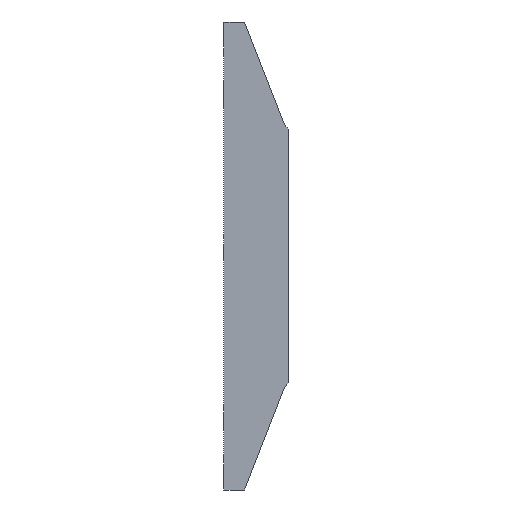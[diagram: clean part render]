
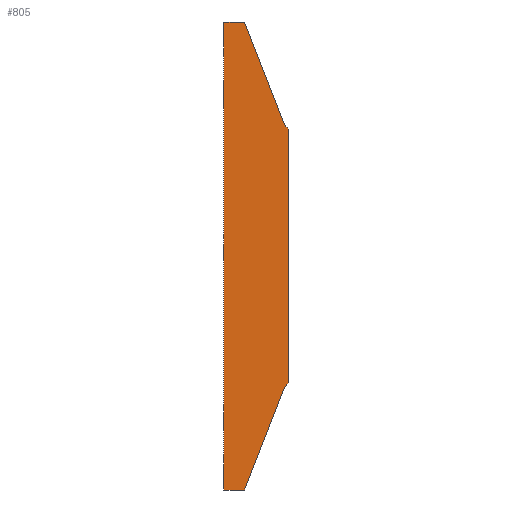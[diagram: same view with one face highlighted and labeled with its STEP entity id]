
A CAD part, left-side view. The second image highlights one B-rep face of the part: STEP entity #805.
In plain terms, the highlighted planar face has unit normal (-1, 0, 0).
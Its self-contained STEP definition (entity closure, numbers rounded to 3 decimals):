
#58=B_SPLINE_CURVE_WITH_KNOTS('',3,(#1182,#1183,#1184,#1185,#1186,#1187,
#1188,#1189,#1190,#1191),.UNSPECIFIED.,.F.,.F.,(4,2,2,2,4),(1.2,
1.475,1.801,2.083,2.174),
 .UNSPECIFIED.);
#59=B_SPLINE_CURVE_WITH_KNOTS('',3,(#1194,#1195,#1196,#1197,#1198,#1199,
#1200,#1201,#1202,#1203,#1204,#1205,#1206,#1207,#1208,#1209,#1210,#1211,
#1212,#1213,#1214,#1215,#1216,#1217,#1218,#1219,#1220,#1221,#1222,#1223,
#1224,#1225,#1226,#1227,#1228,#1229,#1230,#1231,#1232,#1233),
 .UNSPECIFIED.,.F.,.F.,(4,3,3,3,3,3,3,3,3,3,3,3,3,4),(0.26,
0.317,0.375,0.408,0.499,
0.577,0.623,0.686,0.753,
0.823,0.856,0.898,0.957,
0.973),.UNSPECIFIED.);
#72=FACE_OUTER_BOUND('',#110,.T.);
#110=EDGE_LOOP('',(#538,#539,#540,#541,#542,#543,#544,#545,#546,#547));
#158=LINE('',#1127,#242);
#178=LINE('',#1169,#262);
#180=LINE('',#1173,#264);
#181=LINE('',#1175,#265);
#182=LINE('',#1177,#266);
#183=LINE('',#1179,#267);
#184=LINE('',#1180,#268);
#185=LINE('',#1193,#269);
#242=VECTOR('',#926,10.);
#262=VECTOR('',#954,10.);
#264=VECTOR('',#958,10.);
#265=VECTOR('',#959,10.);
#266=VECTOR('',#960,10.);
#267=VECTOR('',#961,10.);
#268=VECTOR('',#962,10.);
#269=VECTOR('',#963,10.);
#326=VERTEX_POINT('',#1125);
#327=VERTEX_POINT('',#1126);
#344=VERTEX_POINT('',#1166);
#345=VERTEX_POINT('',#1168);
#346=VERTEX_POINT('',#1172);
#347=VERTEX_POINT('',#1174);
#348=VERTEX_POINT('',#1176);
#349=VERTEX_POINT('',#1178);
#350=VERTEX_POINT('',#1181);
#351=VERTEX_POINT('',#1192);
#402=EDGE_CURVE('',#326,#327,#158,.T.);
#422=EDGE_CURVE('',#345,#344,#178,.T.);
#424=EDGE_CURVE('',#346,#327,#180,.T.);
#425=EDGE_CURVE('',#347,#346,#181,.T.);
#426=EDGE_CURVE('',#348,#347,#182,.T.);
#427=EDGE_CURVE('',#349,#348,#183,.T.);
#428=EDGE_CURVE('',#345,#349,#184,.T.);
#429=EDGE_CURVE('',#350,#344,#58,.T.);
#430=EDGE_CURVE('',#351,#350,#185,.T.);
#431=EDGE_CURVE('',#326,#351,#59,.T.);
#538=ORIENTED_EDGE('',*,*,#402,.T.);
#539=ORIENTED_EDGE('',*,*,#424,.F.);
#540=ORIENTED_EDGE('',*,*,#425,.F.);
#541=ORIENTED_EDGE('',*,*,#426,.F.);
#542=ORIENTED_EDGE('',*,*,#427,.F.);
#543=ORIENTED_EDGE('',*,*,#428,.F.);
#544=ORIENTED_EDGE('',*,*,#422,.T.);
#545=ORIENTED_EDGE('',*,*,#429,.F.);
#546=ORIENTED_EDGE('',*,*,#430,.F.);
#547=ORIENTED_EDGE('',*,*,#431,.F.);
#740=PLANE('',#866);
#805=ADVANCED_FACE('',(#72),#740,.F.);
#866=AXIS2_PLACEMENT_3D('',#1171,#956,#957);
#926=DIRECTION('',(0.,0.364,0.931));
#954=DIRECTION('',(0.,-0.364,0.931));
#956=DIRECTION('center_axis',(1.,0.,0.));
#957=DIRECTION('ref_axis',(0.,0.,
-1.));
#958=DIRECTION('',(0.,-1.,0.));
#959=DIRECTION('',(0.,-1.,0.));
#960=DIRECTION('',(0.,0.,1.));
#961=DIRECTION('',(0.,1.,0.));
#962=DIRECTION('',(0.,1.,0.));
#963=DIRECTION('',(0.,0.,-1.));
#1125=CARTESIAN_POINT('',(-40.,-56.,-97.27));
#1126=CARTESIAN_POINT('',(-40.,-18.,0.));
#1127=CARTESIAN_POINT('',(-40.,-97.076,-202.414));
#1166=CARTESIAN_POINT('',(-40.,-56.,-352.73));
#1168=CARTESIAN_POINT('',(-40.,-18.,-450.));
#1169=CARTESIAN_POINT('',(-40.,-60.077,-342.294));
#1171=CARTESIAN_POINT('Origin',(-40.,-60.524,-450.));
#1172=CARTESIAN_POINT('',(-40.,-2.,0.));
#1173=CARTESIAN_POINT('',(-40.,-2.,0.));
#1174=CARTESIAN_POINT('',(-40.,2.,0.));
#1175=CARTESIAN_POINT('',(-40.,-31.262,0.));
#1176=CARTESIAN_POINT('',(-40.,2.,-450.));
#1177=CARTESIAN_POINT('',(-40.,2.,-337.5));
#1178=CARTESIAN_POINT('',(-40.,-2.,-450.));
#1179=CARTESIAN_POINT('',(-40.,-31.262,-450.));
#1180=CARTESIAN_POINT('',(-40.,2.524,-450.));
#1181=CARTESIAN_POINT('',(-40.,-60.,-346.94));
#1182=CARTESIAN_POINT('Ctrl Pts',(-40.,-60.,-346.94));
#1183=CARTESIAN_POINT('Ctrl Pts',(-40.,-59.526,-347.377));
#1184=CARTESIAN_POINT('Ctrl Pts',(-40.,-59.09,-347.857));
#1185=CARTESIAN_POINT('Ctrl Pts',(-40.,-58.185,-349.009));
#1186=CARTESIAN_POINT('Ctrl Pts',(-40.,-57.744,-349.677));
#1187=CARTESIAN_POINT('Ctrl Pts',(-40.,-56.981,-350.943));
#1188=CARTESIAN_POINT('Ctrl Pts',(-40.,-56.642,-351.551));
#1189=CARTESIAN_POINT('Ctrl Pts',(-40.,-56.21,-352.343));
#1190=CARTESIAN_POINT('Ctrl Pts',(-40.,-56.105,-352.536));
#1191=CARTESIAN_POINT('Ctrl Pts',(-40.,-56.,-352.73));
#1192=CARTESIAN_POINT('',(-40.,-60.,-103.06));
#1193=CARTESIAN_POINT('',(-40.,-60.,-450.));
#1194=CARTESIAN_POINT('Ctrl Pts',(-40.,-56.,-97.27));
#1195=CARTESIAN_POINT('Ctrl Pts',(-40.,-56.091,-97.437));
#1196=CARTESIAN_POINT('Ctrl Pts',(-40.,-56.182,-97.605));
#1197=CARTESIAN_POINT('Ctrl Pts',(-40.,-56.273,-97.772));
#1198=CARTESIAN_POINT('Ctrl Pts',(-39.999,-56.365,-97.941));
#1199=CARTESIAN_POINT('Ctrl Pts',(-39.999,-56.457,-98.11));
#1200=CARTESIAN_POINT('Ctrl Pts',(-39.999,-56.55,-98.278));
#1201=CARTESIAN_POINT('Ctrl Pts',(-39.999,-56.602,-98.372));
#1202=CARTESIAN_POINT('Ctrl Pts',(-39.999,-56.654,-98.466));
#1203=CARTESIAN_POINT('Ctrl Pts',(-39.998,-56.707,-98.56));
#1204=CARTESIAN_POINT('Ctrl Pts',(-39.998,-56.852,-98.82));
#1205=CARTESIAN_POINT('Ctrl Pts',(-39.998,-57.001,-99.081));
#1206=CARTESIAN_POINT('Ctrl Pts',(-39.997,-57.153,-99.34));
#1207=CARTESIAN_POINT('Ctrl Pts',(-39.997,-57.284,-99.564));
#1208=CARTESIAN_POINT('Ctrl Pts',(-39.997,-57.419,-99.786));
#1209=CARTESIAN_POINT('Ctrl Pts',(-39.997,-57.556,-100.006));
#1210=CARTESIAN_POINT('Ctrl Pts',(-39.997,-57.638,-100.137));
#1211=CARTESIAN_POINT('Ctrl Pts',(-39.997,-57.72,-100.266));
#1212=CARTESIAN_POINT('Ctrl Pts',(-39.997,-57.804,-100.395));
#1213=CARTESIAN_POINT('Ctrl Pts',(-39.997,-57.918,-100.569));
#1214=CARTESIAN_POINT('Ctrl Pts',(-39.997,-58.034,-100.741));
#1215=CARTESIAN_POINT('Ctrl Pts',(-39.997,-58.153,-100.911));
#1216=CARTESIAN_POINT('Ctrl Pts',(-39.998,-58.279,-101.091));
#1217=CARTESIAN_POINT('Ctrl Pts',(-39.998,-58.408,-101.268));
#1218=CARTESIAN_POINT('Ctrl Pts',(-39.998,-58.54,-101.442));
#1219=CARTESIAN_POINT('Ctrl Pts',(-39.998,-58.681,-101.627));
#1220=CARTESIAN_POINT('Ctrl Pts',(-39.999,-58.827,-101.809));
#1221=CARTESIAN_POINT('Ctrl Pts',(-39.999,-58.977,-101.987));
#1222=CARTESIAN_POINT('Ctrl Pts',(-39.999,-59.047,-102.069));
#1223=CARTESIAN_POINT('Ctrl Pts',(-39.999,-59.118,-102.151));
#1224=CARTESIAN_POINT('Ctrl Pts',(-39.999,-59.19,-102.233));
#1225=CARTESIAN_POINT('Ctrl Pts',(-39.999,-59.283,-102.337));
#1226=CARTESIAN_POINT('Ctrl Pts',(-39.999,-59.378,-102.441));
#1227=CARTESIAN_POINT('Ctrl Pts',(-39.999,-59.475,-102.543));
#1228=CARTESIAN_POINT('Ctrl Pts',(-39.999,-59.608,-102.683));
#1229=CARTESIAN_POINT('Ctrl Pts',(-39.999,-59.744,-102.819));
#1230=CARTESIAN_POINT('Ctrl Pts',(-39.999,-59.883,-102.951));
#1231=CARTESIAN_POINT('Ctrl Pts',(-39.999,-59.922,-102.988));
#1232=CARTESIAN_POINT('Ctrl Pts',(-39.999,-59.96,-103.024));
#1233=CARTESIAN_POINT('Ctrl Pts',(-39.999,-59.999,-103.06));
